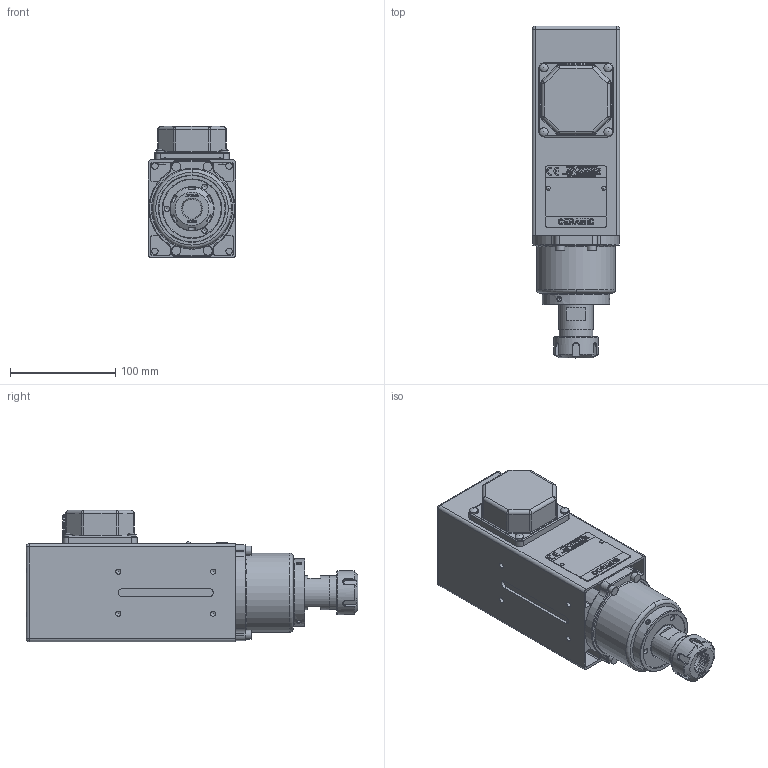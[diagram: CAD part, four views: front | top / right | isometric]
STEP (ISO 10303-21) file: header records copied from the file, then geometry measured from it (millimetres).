
FILE_DESCRIPTION(/* description */ ('Alibre Inc.'),/* implementation_level */ '2;1');
FILE_NAME(/* name */ 'export-3DFC5FE8-4AAB-4F7B-B4DC-A4745679BFED',/* time_stamp */ '2024-09-05T15:01:29+02:00',/* author */ (''),/* organization */ (''),/* preprocessor_version */ 'ST-DEVELOPER v17',/* originating_system */ 'Alibre',/* authorisation */ '');
FILE_SCHEMA (('AUTOMOTIVE_DESIGN'));
Length unit declared in the file: millimetre
Products named in the file (1): STEP_COM41470340
Bounding box: 83 x 315.3 x 124.7 mm (x, y, z)
Volume: 1758319.1 mm3; surface area: 179111.3 mm2
Topology: 1 solids, 11 shells, 1782 faces, 4734 edges, 3107 vertices
Faces by surface type: plane 1271, cylinder 317, bspline 76, cone 72, torus 27, sphere 19
Full cylindrical faces by diameter (mm): 2.49 x4, 2.5 x2, 3.714 x4, 4 x12, 4.917 x28, 5 x7, 5.1 x12, 6 x4, 8 x4, 8.5 x4, 17.294 x1, 18 x1, 25 x1, 27 x1, 30.376 x1, 32 x1, 32.5 x2, 42 x1, 44.3 x1, 51 x1, 55 x1, 64 x1, 75 x1
Entity records: 64680 total; most frequent: CARTESIAN_POINT 20039, ORIENTED_EDGE 9390, DIRECTION 7277, EDGE_CURVE 4695, VECTOR 3618, LINE 3618, VERTEX_POINT 3107, AXIS2_PLACEMENT_3D 2473
